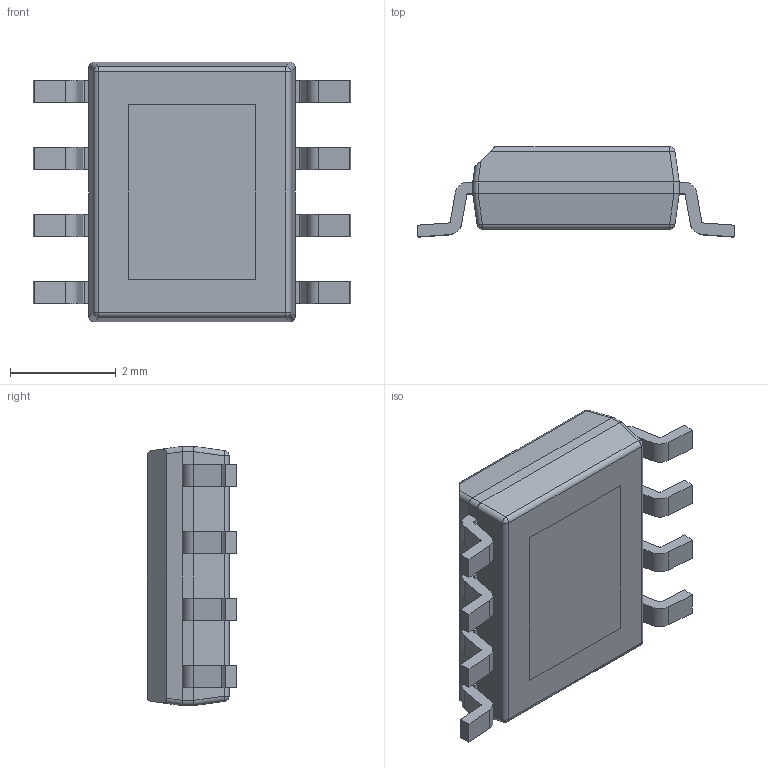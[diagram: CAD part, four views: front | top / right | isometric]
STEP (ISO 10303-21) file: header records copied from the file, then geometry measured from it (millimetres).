
FILE_DESCRIPTION (( 'STEP AP214' ), '1' );
FILE_NAME ('MP4462DN-LF-Z.STEP', '2023-05-15T13:33:15', ( '' ), ( '' ), 'SwSTEP 2.0', 'SolidWorks 2021', '' );
FILE_SCHEMA (( 'AUTOMOTIVE_DESIGN' ));
Length unit declared in the file: millimetre
Products named in the file (1): MP4462DN-LF-Z
Bounding box: 6 x 1.7 x 4.9 mm (x, y, z)
Volume: 29.4 mm3; surface area: 96.7 mm2
Topology: 11 solids, 11 shells, 170 faces, 420 edges, 274 vertices
Faces by surface type: plane 109, cylinder 55, sphere 6
Entity records: 5114 total; most frequent: CARTESIAN_POINT 949, ORIENTED_EDGE 840, DIRECTION 824, EDGE_CURVE 420, LINE 302, VECTOR 302, VERTEX_POINT 274, AXIS2_PLACEMENT_3D 261
